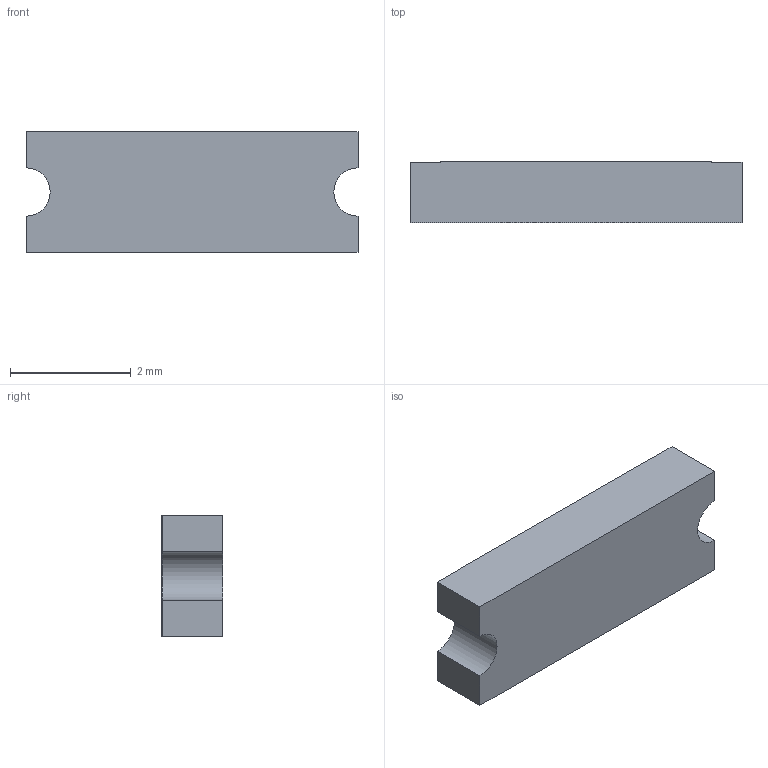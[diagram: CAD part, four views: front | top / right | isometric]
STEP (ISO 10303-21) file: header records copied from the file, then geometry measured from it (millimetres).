
FILE_DESCRIPTION (( 'STEP AP214' ), '1' );
FILE_NAME ('ca-c03 st.STEP', '2024-05-08T05:09:29', ( '' ), ( '' ), 'SwSTEP 2.0', 'SolidWorks 2020', '' );
FILE_SCHEMA (( 'AUTOMOTIVE_DESIGN' ));
Length unit declared in the file: millimetre
Products named in the file (1): ca-c03 st
Bounding box: 5.5 x 1.02 x 2 mm (x, y, z)
Volume: 10.6 mm3; surface area: 37.2 mm2
Topology: 1 solids, 1 shells, 48 faces, 129 edges, 86 vertices
Faces by surface type: plane 26, bspline 20, cylinder 2
Entity records: 2724 total; most frequent: CARTESIAN_POINT 1452, ORIENTED_EDGE 258, DIRECTION 151, EDGE_CURVE 129, VERTEX_POINT 86, LINE 85, VECTOR 85, EDGE_LOOP 51
